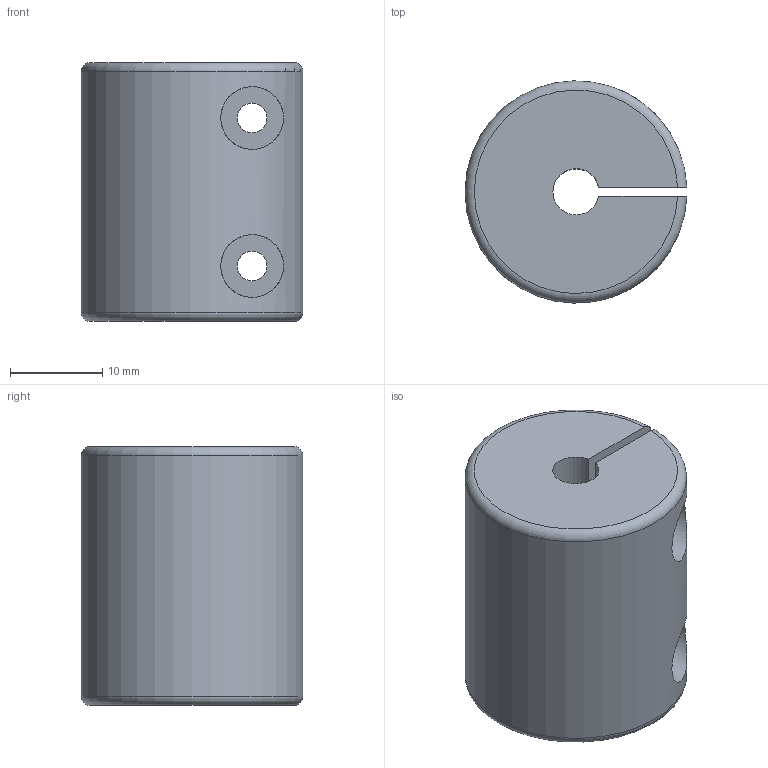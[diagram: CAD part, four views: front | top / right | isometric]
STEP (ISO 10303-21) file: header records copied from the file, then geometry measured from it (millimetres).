
FILE_DESCRIPTION(('FreeCAD Model'),'2;1');
FILE_NAME('Open CASCADE Shape Model','2024-08-16T10:33:29',(''),(''), 'Open CASCADE STEP processor 7.6','FreeCAD','Unknown');
FILE_SCHEMA(('AUTOMOTIVE_DESIGN { 1 0 10303 214 1 1 1 1 }'));
Length unit declared in the file: millimetre
Products named in the file (1): z.coupling.rod
Bounding box: 23.99 x 23.99 x 28 mm (x, y, z)
Volume: 10870.6 mm3; surface area: 4361.4 mm2
Topology: 1 solids, 1 shells, 30 faces, 72 edges, 48 vertices
Faces by surface type: plane 20, cylinder 8, torus 2
Full cylindrical faces by diameter (mm): 3.2 x4, 6.8 x2
Entity records: 2688 total; most frequent: CARTESIAN_POINT 1241, DIRECTION 248, ORIENTED_EDGE 144, PCURVE 144, DEFINITIONAL_REPRESENTATION 144, LINE 120, VECTOR 120, EDGE_CURVE 72
